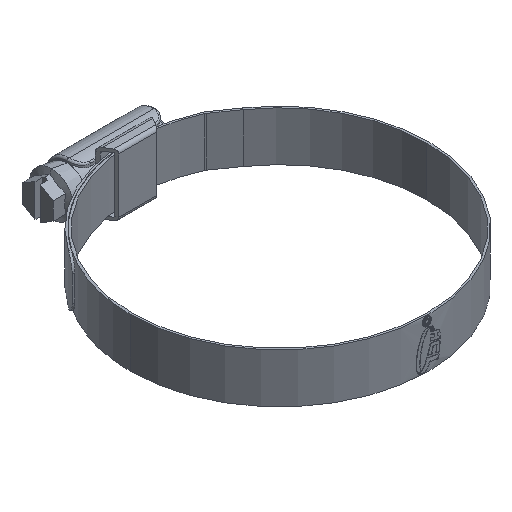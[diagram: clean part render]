
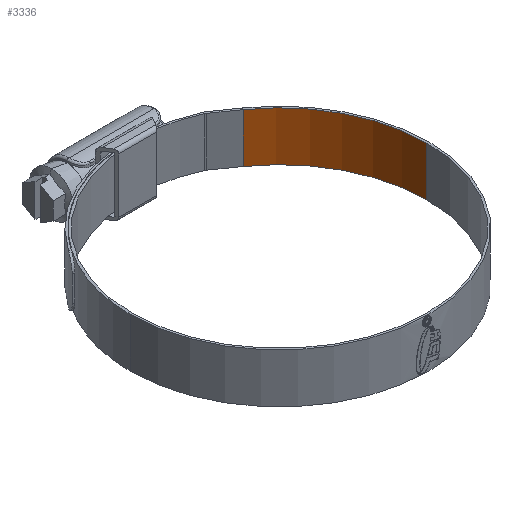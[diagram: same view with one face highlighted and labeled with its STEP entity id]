
A CAD part, isometric view. The second image highlights one B-rep face of the part: STEP entity #3336.
In plain terms, the highlighted cylindrical face has radius 38 mm (diameter 76 mm), a partial arc.
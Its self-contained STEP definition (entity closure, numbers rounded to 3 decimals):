
#60 = VECTOR ( 'NONE', #3679, 1000. ) ;
#498 = ORIENTED_EDGE ( 'NONE', *, *, #4329, .T. ) ;
#625 = DIRECTION ( 'NONE',  ( 0., 0., 1. ) ) ;
#629 = EDGE_CURVE ( 'NONE', #4433, #3027, #3562, .T. ) ;
#801 = CIRCLE ( 'NONE', #1922, 38. ) ;
#870 = CARTESIAN_POINT ( 'NONE',  ( 0., 0., 6.35 ) ) ;
#1250 = CARTESIAN_POINT ( 'NONE',  ( 38., 0., -6.35 ) ) ;
#1922 = AXIS2_PLACEMENT_3D ( 'NONE', #2536, #625, #7163 ) ;
#2171 = ORIENTED_EDGE ( 'NONE', *, *, #3574, .T. ) ;
#2536 = CARTESIAN_POINT ( 'NONE',  ( 0., 0., 6.35 ) ) ;
#2733 = CARTESIAN_POINT ( 'NONE',  ( 21.796, 31.128, -6.35 ) ) ;
#2928 = VECTOR ( 'NONE', #5223, 1000. ) ;
#2958 = DIRECTION ( 'NONE',  ( 1., 0., 0. ) ) ;
#3024 = CARTESIAN_POINT ( 'NONE',  ( 21.796, 31.128, 6.35 ) ) ;
#3027 = VERTEX_POINT ( 'NONE', #1250 ) ;
#3115 = DIRECTION ( 'NONE',  ( 0., 0., 1. ) ) ;
#3288 = CIRCLE ( 'NONE', #4395, 38. ) ;
#3317 = VERTEX_POINT ( 'NONE', #2733 ) ;
#3336 = ADVANCED_FACE ( 'NONE', ( #6848 ), #5117, .F. ) ;
#3394 = AXIS2_PLACEMENT_3D ( 'NONE', #870, #4975, #5599 ) ;
#3562 = LINE ( 'NONE', #5922, #2928 ) ;
#3574 = EDGE_CURVE ( 'NONE', #4433, #6866, #801, .T. ) ;
#3679 = DIRECTION ( 'NONE',  ( 0., 0., -1. ) ) ;
#3931 = EDGE_CURVE ( 'NONE', #3027, #3317, #3288, .T. ) ;
#4194 = ORIENTED_EDGE ( 'NONE', *, *, #3931, .F. ) ;
#4256 = LINE ( 'NONE', #3024, #60 ) ;
#4329 = EDGE_CURVE ( 'NONE', #6866, #3317, #4256, .T. ) ;
#4395 = AXIS2_PLACEMENT_3D ( 'NONE', #4810, #3115, #2958 ) ;
#4433 = VERTEX_POINT ( 'NONE', #6787 ) ;
#4718 = CARTESIAN_POINT ( 'NONE',  ( 21.796, 31.128, 6.35 ) ) ;
#4810 = CARTESIAN_POINT ( 'NONE',  ( 0., 0., -6.35 ) ) ;
#4975 = DIRECTION ( 'NONE',  ( 0., 0., -1. ) ) ;
#5117 = CYLINDRICAL_SURFACE ( 'NONE', #3394, 38. ) ;
#5223 = DIRECTION ( 'NONE',  ( 0., 0., -1. ) ) ;
#5599 = DIRECTION ( 'NONE',  ( -1., 0., 0. ) ) ;
#5922 = CARTESIAN_POINT ( 'NONE',  ( 38., 0., 6.35 ) ) ;
#6088 = EDGE_LOOP ( 'NONE', ( #7541, #2171, #498, #4194 ) ) ;
#6787 = CARTESIAN_POINT ( 'NONE',  ( 38., 0., 6.35 ) ) ;
#6848 = FACE_OUTER_BOUND ( 'NONE', #6088, .T. ) ;
#6866 = VERTEX_POINT ( 'NONE', #4718 ) ;
#7163 = DIRECTION ( 'NONE',  ( 1., 0., 0. ) ) ;
#7541 = ORIENTED_EDGE ( 'NONE', *, *, #629, .F. ) ;
